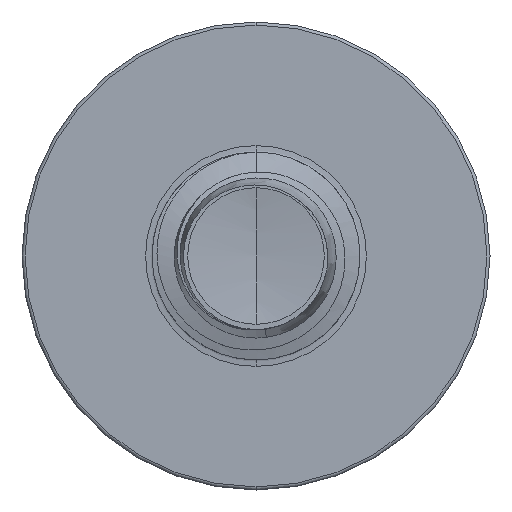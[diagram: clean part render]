
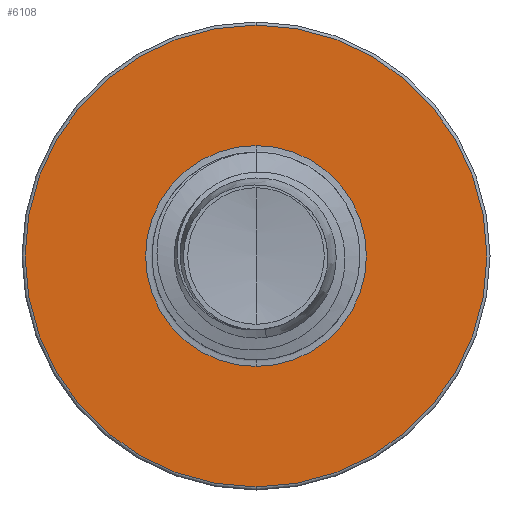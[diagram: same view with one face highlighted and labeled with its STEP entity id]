
A CAD part, front view. The second image highlights one B-rep face of the part: STEP entity #6108.
In plain terms, the highlighted planar face has unit normal (0, -1, 0).
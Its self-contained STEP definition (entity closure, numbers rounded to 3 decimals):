
#83 = ORIENTED_EDGE ( 'NONE', *, *, #11844, .T. ) ;
#971 = FACE_OUTER_BOUND ( 'NONE', #4222, .T. ) ;
#1528 = AXIS2_PLACEMENT_3D ( 'NONE', #3177, #12783, #4622 ) ;
#1647 = EDGE_LOOP ( 'NONE', ( #83, #2425 ) ) ;
#1801 = VERTEX_POINT ( 'NONE', #5592 ) ;
#2060 = VERTEX_POINT ( 'NONE', #11805 ) ;
#2138 = VERTEX_POINT ( 'NONE', #13072 ) ;
#2170 = AXIS2_PLACEMENT_3D ( 'NONE', #6179, #15599, #7563 ) ;
#2425 = ORIENTED_EDGE ( 'NONE', *, *, #11780, .T. ) ;
#3177 = CARTESIAN_POINT ( 'NONE',  ( 0., 7., 0. ) ) ;
#3473 = DIRECTION ( 'NONE',  ( 0., 1., 0. ) ) ;
#4222 = EDGE_LOOP ( 'NONE', ( #14443, #17395 ) ) ;
#4622 = DIRECTION ( 'NONE',  ( 0., 0., 1. ) ) ;
#4943 = AXIS2_PLACEMENT_3D ( 'NONE', #13949, #16589, #8618 ) ;
#5123 = CARTESIAN_POINT ( 'NONE',  ( 0., 7., 6.66 ) ) ;
#5350 = CARTESIAN_POINT ( 'NONE',  ( 0., 7., 0. ) ) ;
#5592 = CARTESIAN_POINT ( 'NONE',  ( 0., 7., -6.66 ) ) ;
#6108 = ADVANCED_FACE ( 'NONE', ( #971, #11642 ), #11305, .F. ) ;
#6179 = CARTESIAN_POINT ( 'NONE',  ( 0., 7., 0. ) ) ;
#6692 = CIRCLE ( 'NONE', #1528, 6.66 ) ;
#6744 = DIRECTION ( 'NONE',  ( 0., 0., 1. ) ) ;
#7563 = DIRECTION ( 'NONE',  ( 0., 0., 1. ) ) ;
#7892 = VERTEX_POINT ( 'NONE', #5123 ) ;
#8165 = CIRCLE ( 'NONE', #13012, 6.66 ) ;
#8618 = DIRECTION ( 'NONE',  ( 0., 0., 1. ) ) ;
#8698 = AXIS2_PLACEMENT_3D ( 'NONE', #11730, #3473, #13058 ) ;
#10950 = EDGE_CURVE ( 'NONE', #1801, #7892, #6692, .T. ) ;
#10968 = CIRCLE ( 'NONE', #8698, 3.186 ) ;
#11305 = PLANE ( 'NONE',  #4943 ) ;
#11642 = FACE_BOUND ( 'NONE', #1647, .T. ) ;
#11730 = CARTESIAN_POINT ( 'NONE',  ( 0., 7., 0. ) ) ;
#11780 = EDGE_CURVE ( 'NONE', #2060, #2138, #14485, .T. ) ;
#11805 = CARTESIAN_POINT ( 'NONE',  ( 0., 7., -3.186 ) ) ;
#11844 = EDGE_CURVE ( 'NONE', #2138, #2060, #10968, .T. ) ;
#12783 = DIRECTION ( 'NONE',  ( 0., 1., 0. ) ) ;
#13012 = AXIS2_PLACEMENT_3D ( 'NONE', #5350, #14799, #6744 ) ;
#13058 = DIRECTION ( 'NONE',  ( 0., 0., 1. ) ) ;
#13072 = CARTESIAN_POINT ( 'NONE',  ( 0., 7., 3.186 ) ) ;
#13949 = CARTESIAN_POINT ( 'NONE',  ( 0., 7., -3.186 ) ) ;
#14443 = ORIENTED_EDGE ( 'NONE', *, *, #15965, .F. ) ;
#14485 = CIRCLE ( 'NONE', #2170, 3.186 ) ;
#14799 = DIRECTION ( 'NONE',  ( 0., 1., 0. ) ) ;
#15599 = DIRECTION ( 'NONE',  ( 0., 1., 0. ) ) ;
#15965 = EDGE_CURVE ( 'NONE', #7892, #1801, #8165, .T. ) ;
#16589 = DIRECTION ( 'NONE',  ( 0., 1., 0. ) ) ;
#17395 = ORIENTED_EDGE ( 'NONE', *, *, #10950, .F. ) ;
